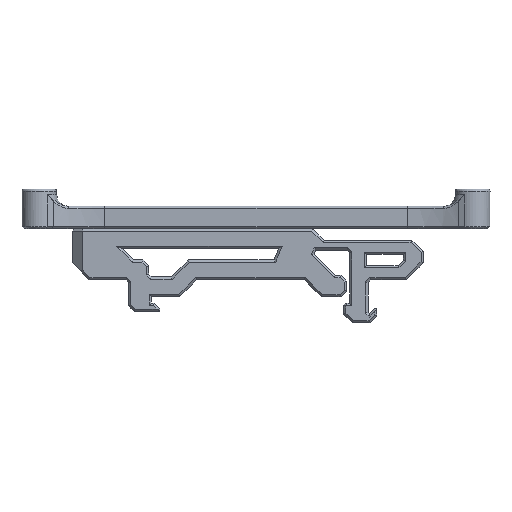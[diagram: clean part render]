
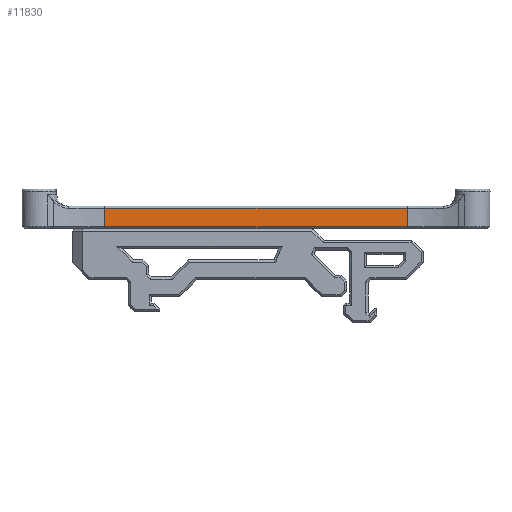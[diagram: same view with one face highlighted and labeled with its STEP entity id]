
A CAD part, left-side view. The second image highlights one B-rep face of the part: STEP entity #11830.
In plain terms, the highlighted planar face has unit normal (-1, 0, 0).
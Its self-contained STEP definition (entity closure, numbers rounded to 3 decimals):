
#1274=FACE_OUTER_BOUND('',#2024,.T.);
#2024=EDGE_LOOP('',(#10507,#10508,#10509,#10510));
#3358=LINE('',#19634,#4676);
#3369=LINE('',#19771,#4687);
#3370=LINE('',#19858,#4688);
#3371=LINE('',#19860,#4689);
#4676=VECTOR('',#15512,10.);
#4687=VECTOR('',#15565,10.);
#4688=VECTOR('',#15578,10.);
#4689=VECTOR('',#15581,10.);
#5656=VERTEX_POINT('',#19624);
#5658=VERTEX_POINT('',#19632);
#5669=VERTEX_POINT('',#19688);
#5674=VERTEX_POINT('',#19769);
#7263=EDGE_CURVE('',#5658,#5656,#3358,.T.);
#7292=EDGE_CURVE('',#5669,#5674,#3369,.T.);
#7301=EDGE_CURVE('',#5674,#5658,#3370,.T.);
#7302=EDGE_CURVE('',#5656,#5669,#3371,.T.);
#10507=ORIENTED_EDGE('',*,*,#7263,.T.);
#10508=ORIENTED_EDGE('',*,*,#7302,.T.);
#10509=ORIENTED_EDGE('',*,*,#7292,.T.);
#10510=ORIENTED_EDGE('',*,*,#7301,.T.);
#11163=PLANE('',#12667);
#11830=ADVANCED_FACE('',(#1274),#11163,.F.);
#12667=AXIS2_PLACEMENT_3D('',#19859,#15579,#15580);
#15512=DIRECTION('',(0.,-1.,0.));
#15565=DIRECTION('',(0.,1.,0.));
#15578=DIRECTION('',(0.,0.,-1.));
#15579=DIRECTION('center_axis',(1.,0.,0.));
#15580=DIRECTION('ref_axis',(0.,1.,0.));
#15581=DIRECTION('',(0.,0.,1.));
#19624=CARTESIAN_POINT('',(-163.469,92.193,-338.054));
#19632=CARTESIAN_POINT('',(-163.469,145.641,-338.054));
#19634=CARTESIAN_POINT('',(-163.469,103.167,-338.054));
#19688=CARTESIAN_POINT('',(-163.469,92.193,-334.854));
#19769=CARTESIAN_POINT('',(-163.469,145.641,-334.854));
#19771=CARTESIAN_POINT('',(-163.469,103.167,-334.854));
#19858=CARTESIAN_POINT('',(-163.469,145.641,-338.454));
#19859=CARTESIAN_POINT('Origin',(-163.469,87.417,-338.454));
#19860=CARTESIAN_POINT('',(-163.469,92.193,-338.454));
